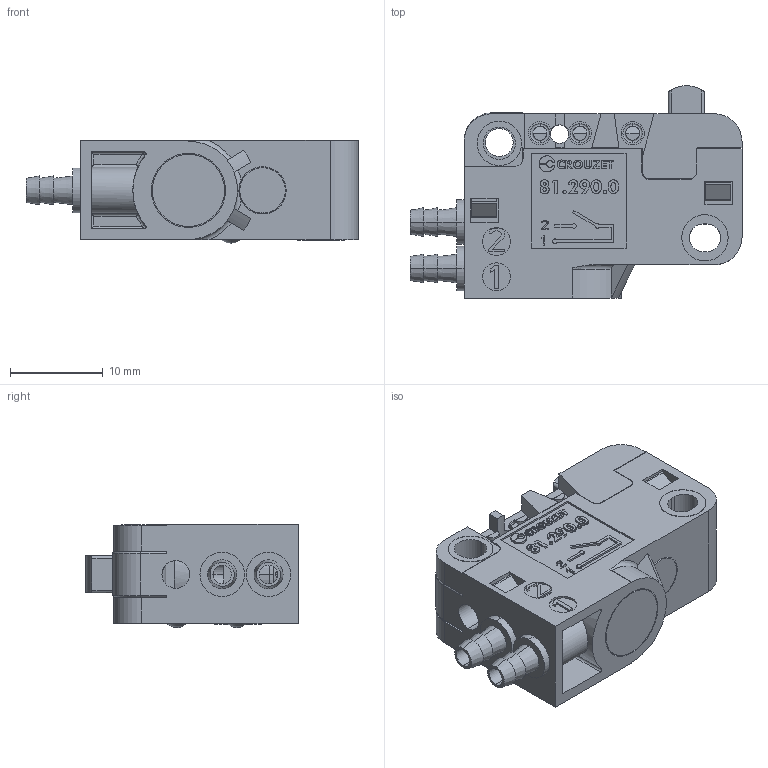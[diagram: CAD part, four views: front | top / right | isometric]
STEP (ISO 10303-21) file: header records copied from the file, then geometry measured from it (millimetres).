
FILE_DESCRIPTION((''),'2;1');
FILE_NAME('81290001_SW0001','2022-10-04T16:52:07',('jeremie.benkert'),('CROUZET-AUTOMATISMES'),'CREO PARAMETRIC BY PTC INC, 2020454','CREO PARAMETRIC BY PTC INC, 2020454','');
FILE_SCHEMA(('AP203_CONFIGURATION_CONTROLLED_3D_DESIGN_OF_MECHANICAL_PARTS_AND_ASSEMBLIES_MIM_LF { 1 0 10303 403 2 1 2 }'));
Length unit declared in the file: inch
Products named in the file (1): 81290001_SW0001
Bounding box: 35.84 x 22.92 x 11.15 mm (x, y, z)
Volume: 4222 mm3; surface area: 5944.4 mm2
Topology: 2 solids, 2 shells, 1189 faces, 3196 edges, 2048 vertices
Faces by surface type: plane 558, cylinder 303, extrusion 159, torus 76, cone 57, bspline 20, sphere 16
Entity records: 49361 total; most frequent: CARTESIAN_POINT 11213, ORIENTED_EDGE 6358, DIRECTION 5678, EDGE_CURVE 3179, VERTEX_POINT 2048, VECTOR 1985, AXIS2_PLACEMENT_3D 1845, LINE 1826
